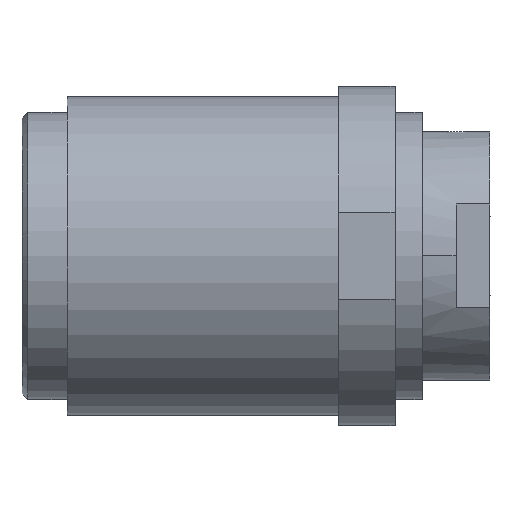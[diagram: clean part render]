
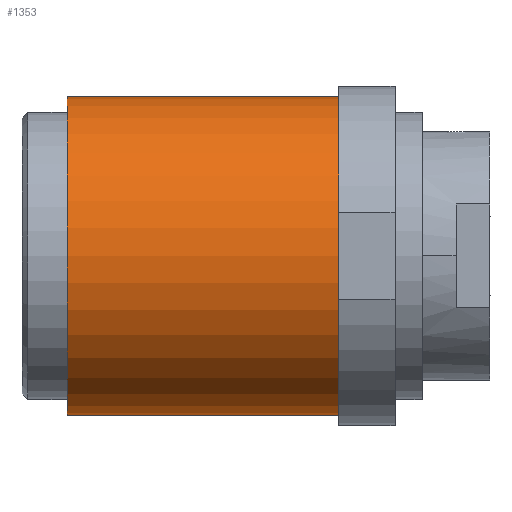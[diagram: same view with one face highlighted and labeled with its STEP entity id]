
A CAD part, top view. The second image highlights one B-rep face of the part: STEP entity #1353.
In plain terms, the highlighted cylindrical face has radius 14.1 mm (diameter 28.2 mm), a partial arc.
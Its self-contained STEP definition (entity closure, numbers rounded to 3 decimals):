
#410=CARTESIAN_POINT('',(1.6,0.,0.));
#411=DIRECTION('',(-1.,0.,0.));
#412=DIRECTION('',(0.,-1.,0.));
#413=AXIS2_PLACEMENT_3D('',#410,#411,#412);
#415=DIRECTION('',(-1.,0.,0.));
#416=VECTOR('',#415,24.);
#417=CARTESIAN_POINT('',(1.6,14.1,0.));
#418=LINE('',#417,#416);
#419=DIRECTION('',(1.,0.,0.));
#420=VECTOR('',#419,24.);
#421=CARTESIAN_POINT('',(-22.4,-14.1,0.));
#422=LINE('',#421,#420);
#428=CARTESIAN_POINT('',(-22.4,0.,0.));
#429=DIRECTION('',(1.,0.,0.));
#430=DIRECTION('',(0.,1.,0.));
#431=AXIS2_PLACEMENT_3D('',#428,#429,#430);
#658=CARTESIAN_POINT('',(-22.4,-14.1,0.));
#659=CARTESIAN_POINT('',(-22.4,14.1,0.));
#660=VERTEX_POINT('',#658);
#661=VERTEX_POINT('',#659);
#662=CARTESIAN_POINT('',(1.6,14.1,0.));
#663=CARTESIAN_POINT('',(1.6,-14.1,0.));
#664=VERTEX_POINT('',#662);
#665=VERTEX_POINT('',#663);
#1341=CARTESIAN_POINT('',(-22.4,0.,0.));
#1342=DIRECTION('',(1.,0.,0.));
#1343=DIRECTION('',(0.,-1.,0.));
#1344=AXIS2_PLACEMENT_3D('',#1341,#1342,#1343);
#1345=CYLINDRICAL_SURFACE('',#1344,14.1);
#1346=ORIENTED_EDGE('',*,*,#1321,.F.);
#1347=ORIENTED_EDGE('',*,*,#1336,.F.);
#1349=ORIENTED_EDGE('',*,*,#1348,.F.);
#1350=ORIENTED_EDGE('',*,*,#1332,.F.);
#1351=EDGE_LOOP('',(#1346,#1347,#1349,#1350));
#1352=FACE_OUTER_BOUND('',#1351,.F.);
#1353=ADVANCED_FACE('',(#1352),#1345,.T.);
#414=CIRCLE('',#413,14.1);
#432=CIRCLE('',#431,14.1);
#1321=EDGE_CURVE('',#665,#664,#414,.T.);
#1332=EDGE_CURVE('',#664,#661,#418,.T.);
#1336=EDGE_CURVE('',#660,#665,#422,.T.);
#1348=EDGE_CURVE('',#661,#660,#432,.T.);
